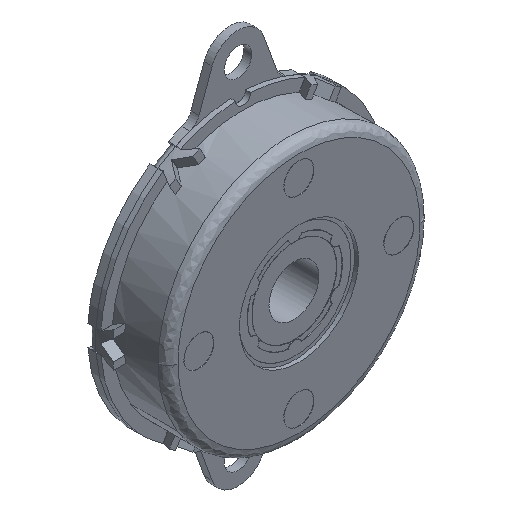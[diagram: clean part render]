
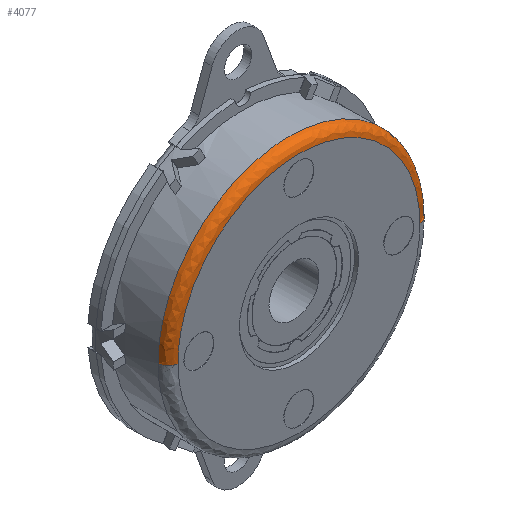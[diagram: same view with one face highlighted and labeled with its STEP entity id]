
A CAD part, isometric view. The second image highlights one B-rep face of the part: STEP entity #4077.
In plain terms, the highlighted free-form (B-spline) face has degree [2, 2] with [7, 3] control points.
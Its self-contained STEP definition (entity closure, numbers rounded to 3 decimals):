
#3878=CARTESIAN_POINT('',(0.0,-13.8,24.2));
#3879=VERTEX_POINT('',#3878);
#3880=CARTESIAN_POINT('',(-24.2,-13.8,0.));
#3881=VERTEX_POINT('',#3880);
#3882=CARTESIAN_POINT('',(0.0,-13.8,24.2));
#3883=CARTESIAN_POINT('',(-24.2,-13.8,24.2));
#3884=CARTESIAN_POINT('',(-24.2,-13.8,0.));
#3892=(BOUNDED_CURVE()B_SPLINE_CURVE(2,(#3882,#3883,#3884),.UNSPECIFIED.,.F.,.U.)B_SPLINE_CURVE_WITH_KNOTS((3,3),(0.0,0.25),.UNSPECIFIED.)CURVE()GEOMETRIC_REPRESENTATION_ITEM()RATIONAL_B_SPLINE_CURVE((1.0,0.707,1.0))REPRESENTATION_ITEM(''));
#3893=EDGE_CURVE('',#3879,#3881,#3892,.T.);
#3910=CARTESIAN_POINT('',(24.2,-13.8,0.));
#3911=VERTEX_POINT('',#3910);
#3925=CARTESIAN_POINT('',(24.2,-13.8,0.));
#3926=CARTESIAN_POINT('',(24.2,-13.8,24.2));
#3927=CARTESIAN_POINT('',(0.0,-13.8,24.2));
#3935=(BOUNDED_CURVE()B_SPLINE_CURVE(2,(#3925,#3926,#3927),.UNSPECIFIED.,.F.,.U.)B_SPLINE_CURVE_WITH_KNOTS((3,3),(0.75,1.0),.UNSPECIFIED.)CURVE()GEOMETRIC_REPRESENTATION_ITEM()RATIONAL_B_SPLINE_CURVE((1.0,0.707,1.0))REPRESENTATION_ITEM(''));
#3936=EDGE_CURVE('',#3911,#3879,#3935,.T.);
#3971=CARTESIAN_POINT('',(-24.061,-13.795,-0.673));
#3972=CARTESIAN_POINT('',(-24.061,-13.795,-0.338));
#3973=CARTESIAN_POINT('',(-24.061,-13.795,24.061));
#3974=CARTESIAN_POINT('',(0.,-13.795,24.061));
#3975=CARTESIAN_POINT('',(24.061,-13.795,24.061));
#3976=CARTESIAN_POINT('',(24.061,-13.795,-0.338));
#3977=CARTESIAN_POINT('',(24.061,-13.795,-0.673));
#3978=CARTESIAN_POINT('',(-26.355,-13.955,-0.737));
#3979=CARTESIAN_POINT('',(-26.355,-13.955,-0.371));
#3980=CARTESIAN_POINT('',(-26.355,-13.955,26.355));
#3981=CARTESIAN_POINT('',(0.,-13.955,26.355));
#3982=CARTESIAN_POINT('',(26.355,-13.955,26.355));
#3983=CARTESIAN_POINT('',(26.355,-13.955,-0.371));
#3984=CARTESIAN_POINT('',(26.355,-13.955,-0.737));
#3985=CARTESIAN_POINT('',(-26.195,-11.661,-0.732));
#3986=CARTESIAN_POINT('',(-26.195,-11.661,-0.368));
#3987=CARTESIAN_POINT('',(-26.195,-11.661,26.195));
#3988=CARTESIAN_POINT('',(0.,-11.661,26.195));
#3989=CARTESIAN_POINT('',(26.195,-11.661,26.195));
#3990=CARTESIAN_POINT('',(26.195,-11.661,-0.368));
#3991=CARTESIAN_POINT('',(26.195,-11.661,-0.732));
#3999=(BOUNDED_SURFACE()B_SPLINE_SURFACE(2,2,((#3971,#3978,#3985),(#3972,#3979,#3986),(#3973,#3980,#3987),(#3974,#3981,#3988),(#3975,#3982,#3989),(#3976,#3983,#3990),(#3977,#3984,#3991)),.UNSPECIFIED.,.F.,.F.,.U.)B_SPLINE_SURFACE_WITH_KNOTS((3,1,2,1,3),(3,3),(0.0,0.868,44.27,87.671,88.539),(0.0,3.645),.UNSPECIFIED.)GEOMETRIC_REPRESENTATION_ITEM()RATIONAL_B_SPLINE_SURFACE(((0.927,0.606,0.922),(0.921,0.603,0.916),(0.648,0.424,0.644),(0.916,0.599,0.911),(0.648,0.424,0.644),(0.921,0.603,0.916),(0.927,0.606,0.922)))REPRESENTATION_ITEM('')SURFACE());
#4000=ORIENTED_EDGE('',*,*,#3893,.F.);
#4001=ORIENTED_EDGE('',*,*,#3936,.F.);
#4002=CARTESIAN_POINT('',(26.2,-11.8,0.));
#4003=VERTEX_POINT('',#4002);
#4004=CARTESIAN_POINT('',(24.2,-13.8,0.));
#4005=CARTESIAN_POINT('',(26.2,-13.8,0.));
#4006=CARTESIAN_POINT('',(26.2,-11.8,0.));
#4014=(BOUNDED_CURVE()B_SPLINE_CURVE(2,(#4004,#4005,#4006),.UNSPECIFIED.,.F.,.U.)B_SPLINE_CURVE_WITH_KNOTS((3,3),(-1.736,-0.277),.UNSPECIFIED.)CURVE()GEOMETRIC_REPRESENTATION_ITEM()RATIONAL_B_SPLINE_CURVE((0.889,0.627,0.884))REPRESENTATION_ITEM(''));
#4015=EDGE_CURVE('',#3911,#4003,#4014,.T.);
#4016=ORIENTED_EDGE('',*,*,#4015,.T.);
#4017=CARTESIAN_POINT('',(22.435,-11.8,13.532));
#4018=VERTEX_POINT('',#4017);
#4019=CARTESIAN_POINT('',(22.435,-11.8,13.532));
#4020=CARTESIAN_POINT('',(26.2,-11.8,7.29));
#4021=CARTESIAN_POINT('',(26.2,-11.8,0.));
#4029=(BOUNDED_CURVE()B_SPLINE_CURVE(2,(#4019,#4020,#4021),.UNSPECIFIED.,.F.,.U.)B_SPLINE_CURVE_WITH_KNOTS((3,3),(0.162,0.25),.UNSPECIFIED.)CURVE()GEOMETRIC_REPRESENTATION_ITEM()RATIONAL_B_SPLINE_CURVE((0.866,0.897,1.0))REPRESENTATION_ITEM(''));
#4030=EDGE_CURVE('',#4018,#4003,#4029,.T.);
#4031=ORIENTED_EDGE('',*,*,#4030,.F.);
#4032=CARTESIAN_POINT('',(0.0,-11.8,26.2));
#4033=VERTEX_POINT('',#4032);
#4034=CARTESIAN_POINT('',(0.0,-11.8,26.2));
#4035=CARTESIAN_POINT('',(14.794,-11.8,26.2));
#4036=CARTESIAN_POINT('',(22.435,-11.8,13.532));
#4044=(BOUNDED_CURVE()B_SPLINE_CURVE(2,(#4034,#4035,#4036),.UNSPECIFIED.,.F.,.U.)B_SPLINE_CURVE_WITH_KNOTS((3,3),(0.0,0.162),.UNSPECIFIED.)CURVE()GEOMETRIC_REPRESENTATION_ITEM()RATIONAL_B_SPLINE_CURVE((1.0,0.81,0.866))REPRESENTATION_ITEM(''));
#4045=EDGE_CURVE('',#4033,#4018,#4044,.T.);
#4046=ORIENTED_EDGE('',*,*,#4045,.F.);
#4047=CARTESIAN_POINT('',(-26.2,-11.8,0.));
#4048=VERTEX_POINT('',#4047);
#4049=CARTESIAN_POINT('',(-26.2,-11.8,0.));
#4050=CARTESIAN_POINT('',(-26.2,-11.8,26.2));
#4051=CARTESIAN_POINT('',(0.0,-11.8,26.2));
#4059=(BOUNDED_CURVE()B_SPLINE_CURVE(2,(#4049,#4050,#4051),.UNSPECIFIED.,.F.,.U.)B_SPLINE_CURVE_WITH_KNOTS((3,3),(0.75,1.0),.UNSPECIFIED.)CURVE()GEOMETRIC_REPRESENTATION_ITEM()RATIONAL_B_SPLINE_CURVE((1.0,0.707,1.0))REPRESENTATION_ITEM(''));
#4060=EDGE_CURVE('',#4048,#4033,#4059,.T.);
#4061=ORIENTED_EDGE('',*,*,#4060,.F.);
#4062=CARTESIAN_POINT('',(-24.2,-13.8,0.));
#4063=CARTESIAN_POINT('',(-26.2,-13.8,0.));
#4064=CARTESIAN_POINT('',(-26.2,-11.8,0.));
#4072=(BOUNDED_CURVE()B_SPLINE_CURVE(2,(#4062,#4063,#4064),.UNSPECIFIED.,.F.,.U.)B_SPLINE_CURVE_WITH_KNOTS((3,3),(-1.736,-0.277),.UNSPECIFIED.)CURVE()GEOMETRIC_REPRESENTATION_ITEM()RATIONAL_B_SPLINE_CURVE((0.889,0.627,0.884))REPRESENTATION_ITEM(''));
#4073=EDGE_CURVE('',#3881,#4048,#4072,.T.);
#4074=ORIENTED_EDGE('',*,*,#4073,.F.);
#4075=EDGE_LOOP('',(#4000,#4001,#4016,#4031,#4046,#4061,#4074));
#4076=FACE_OUTER_BOUND('',#4075,.T.);
#4077=ADVANCED_FACE('',(#4076),#3999,.T.);
